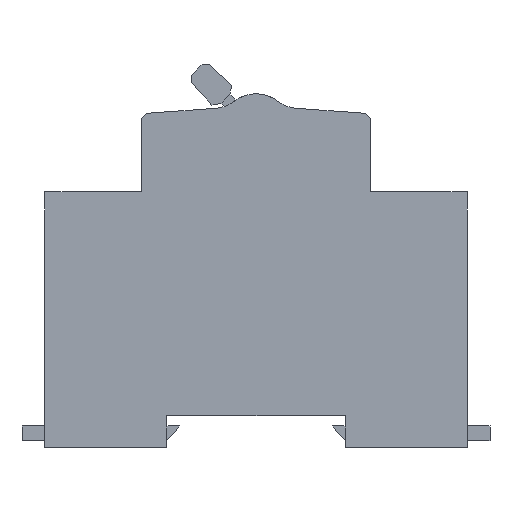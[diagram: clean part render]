
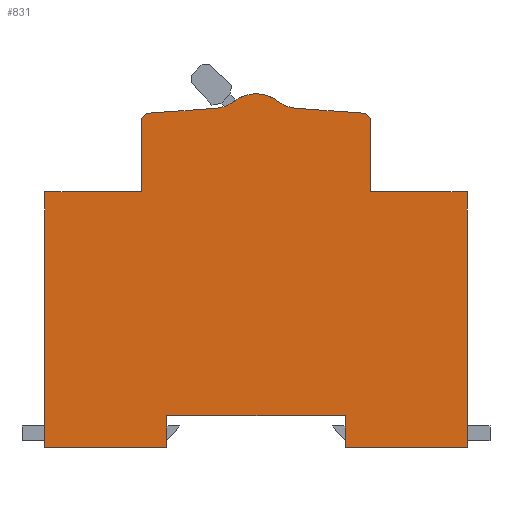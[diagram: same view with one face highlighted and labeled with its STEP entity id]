
A CAD part, left-side view. The second image highlights one B-rep face of the part: STEP entity #831.
In plain terms, the highlighted planar face has unit normal (-1, 0, 0).
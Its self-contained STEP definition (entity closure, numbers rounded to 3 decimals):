
#690 = VERTEX_POINT('',#691);
#691 = CARTESIAN_POINT('',(-27.,-41.5,50.2));
#699 = VERTEX_POINT('',#700);
#700 = CARTESIAN_POINT('',(-27.,-22.5,50.2));
#706 = EDGE_CURVE('',#690,#699,#707,.T.);
#707 = LINE('',#708,#709);
#708 = CARTESIAN_POINT('',(-27.,-41.5,50.2));
#709 = VECTOR('',#710,1.);
#710 = DIRECTION('',(0.,1.,0.));
#831 = ADVANCED_FACE('',(#832),#974,.F.);
#832 = FACE_BOUND('',#833,.T.);
#833 = EDGE_LOOP('',(#834,#835,#843,#852,#860,#869,#878,#887,#895,#904,
    #912,#920,#928,#936,#944,#952,#960,#968));
#834 = ORIENTED_EDGE('',*,*,#706,.T.);
#835 = ORIENTED_EDGE('',*,*,#836,.T.);
#836 = EDGE_CURVE('',#699,#837,#839,.T.);
#837 = VERTEX_POINT('',#838);
#838 = CARTESIAN_POINT('',(-27.,-22.5,64.2));
#839 = LINE('',#840,#841);
#840 = CARTESIAN_POINT('',(-27.,-22.5,50.2));
#841 = VECTOR('',#842,1.);
#842 = DIRECTION('',(0.,0.,1.));
#843 = ORIENTED_EDGE('',*,*,#844,.F.);
#844 = EDGE_CURVE('',#845,#837,#847,.T.);
#845 = VERTEX_POINT('',#846);
#846 = CARTESIAN_POINT('',(-27.,-21.108,65.696));
#847 = CIRCLE('',#848,1.5);
#848 = AXIS2_PLACEMENT_3D('',#849,#850,#851);
#849 = CARTESIAN_POINT('',(-27.,-21.,64.2));
#850 = DIRECTION('',(1.,0.,0.));
#851 = DIRECTION('',(0.,1.,0.));
#852 = ORIENTED_EDGE('',*,*,#853,.T.);
#853 = EDGE_CURVE('',#845,#854,#856,.T.);
#854 = VERTEX_POINT('',#855);
#855 = CARTESIAN_POINT('',(-27.,-7.996,66.642));
#856 = LINE('',#857,#858);
#857 = CARTESIAN_POINT('',(-27.,-21.108,65.696));
#858 = VECTOR('',#859,1.);
#859 = DIRECTION('',(0.,0.997,0.072));
#860 = ORIENTED_EDGE('',*,*,#861,.T.);
#861 = EDGE_CURVE('',#854,#862,#864,.T.);
#862 = VERTEX_POINT('',#863);
#863 = CARTESIAN_POINT('',(-27.,-4.25,68.062));
#864 = CIRCLE('',#865,7.);
#865 = AXIS2_PLACEMENT_3D('',#866,#867,#868);
#866 = CARTESIAN_POINT('',(-27.,-8.5,73.624));
#867 = DIRECTION('',(1.,0.,0.));
#868 = DIRECTION('',(0.,1.,0.));
#869 = ORIENTED_EDGE('',*,*,#870,.F.);
#870 = EDGE_CURVE('',#871,#862,#873,.T.);
#871 = VERTEX_POINT('',#872);
#872 = CARTESIAN_POINT('',(-27.,4.25,68.062));
#873 = CIRCLE('',#874,7.);
#874 = AXIS2_PLACEMENT_3D('',#875,#876,#877);
#875 = CARTESIAN_POINT('',(-27.,0.,62.5));
#876 = DIRECTION('',(1.,0.,0.));
#877 = DIRECTION('',(0.,1.,0.));
#878 = ORIENTED_EDGE('',*,*,#879,.T.);
#879 = EDGE_CURVE('',#871,#880,#882,.T.);
#880 = VERTEX_POINT('',#881);
#881 = CARTESIAN_POINT('',(-27.,7.996,66.642));
#882 = CIRCLE('',#883,7.);
#883 = AXIS2_PLACEMENT_3D('',#884,#885,#886);
#884 = CARTESIAN_POINT('',(-27.,8.5,73.624));
#885 = DIRECTION('',(1.,0.,0.));
#886 = DIRECTION('',(0.,1.,0.));
#887 = ORIENTED_EDGE('',*,*,#888,.T.);
#888 = EDGE_CURVE('',#880,#889,#891,.T.);
#889 = VERTEX_POINT('',#890);
#890 = CARTESIAN_POINT('',(-27.,21.108,65.696));
#891 = LINE('',#892,#893);
#892 = CARTESIAN_POINT('',(-27.,7.996,66.642));
#893 = VECTOR('',#894,1.);
#894 = DIRECTION('',(0.,0.997,-0.072));
#895 = ORIENTED_EDGE('',*,*,#896,.F.);
#896 = EDGE_CURVE('',#897,#889,#899,.T.);
#897 = VERTEX_POINT('',#898);
#898 = CARTESIAN_POINT('',(-27.,22.5,64.2));
#899 = CIRCLE('',#900,1.5);
#900 = AXIS2_PLACEMENT_3D('',#901,#902,#903);
#901 = CARTESIAN_POINT('',(-27.,21.,64.2));
#902 = DIRECTION('',(1.,0.,0.));
#903 = DIRECTION('',(0.,1.,0.));
#904 = ORIENTED_EDGE('',*,*,#905,.T.);
#905 = EDGE_CURVE('',#897,#906,#908,.T.);
#906 = VERTEX_POINT('',#907);
#907 = CARTESIAN_POINT('',(-27.,22.5,50.2));
#908 = LINE('',#909,#910);
#909 = CARTESIAN_POINT('',(-27.,22.5,64.2));
#910 = VECTOR('',#911,1.);
#911 = DIRECTION('',(0.,0.,-1.));
#912 = ORIENTED_EDGE('',*,*,#913,.T.);
#913 = EDGE_CURVE('',#906,#914,#916,.T.);
#914 = VERTEX_POINT('',#915);
#915 = CARTESIAN_POINT('',(-27.,41.5,50.2));
#916 = LINE('',#917,#918);
#917 = CARTESIAN_POINT('',(-27.,22.5,50.2));
#918 = VECTOR('',#919,1.);
#919 = DIRECTION('',(0.,1.,0.));
#920 = ORIENTED_EDGE('',*,*,#921,.T.);
#921 = EDGE_CURVE('',#914,#922,#924,.T.);
#922 = VERTEX_POINT('',#923);
#923 = CARTESIAN_POINT('',(-27.,41.5,0.));
#924 = LINE('',#925,#926);
#925 = CARTESIAN_POINT('',(-27.,41.5,50.2));
#926 = VECTOR('',#927,1.);
#927 = DIRECTION('',(0.,0.,-1.));
#928 = ORIENTED_EDGE('',*,*,#929,.T.);
#929 = EDGE_CURVE('',#922,#930,#932,.T.);
#930 = VERTEX_POINT('',#931);
#931 = CARTESIAN_POINT('',(-27.,17.5,0.));
#932 = LINE('',#933,#934);
#933 = CARTESIAN_POINT('',(-27.,41.5,0.));
#934 = VECTOR('',#935,1.);
#935 = DIRECTION('',(0.,-1.,0.));
#936 = ORIENTED_EDGE('',*,*,#937,.T.);
#937 = EDGE_CURVE('',#930,#938,#940,.T.);
#938 = VERTEX_POINT('',#939);
#939 = CARTESIAN_POINT('',(-27.,17.5,6.2));
#940 = LINE('',#941,#942);
#941 = CARTESIAN_POINT('',(-27.,17.5,0.));
#942 = VECTOR('',#943,1.);
#943 = DIRECTION('',(0.,0.,1.));
#944 = ORIENTED_EDGE('',*,*,#945,.T.);
#945 = EDGE_CURVE('',#938,#946,#948,.T.);
#946 = VERTEX_POINT('',#947);
#947 = CARTESIAN_POINT('',(-27.,-17.5,6.2));
#948 = LINE('',#949,#950);
#949 = CARTESIAN_POINT('',(-27.,17.5,6.2));
#950 = VECTOR('',#951,1.);
#951 = DIRECTION('',(0.,-1.,0.));
#952 = ORIENTED_EDGE('',*,*,#953,.T.);
#953 = EDGE_CURVE('',#946,#954,#956,.T.);
#954 = VERTEX_POINT('',#955);
#955 = CARTESIAN_POINT('',(-27.,-17.5,0.));
#956 = LINE('',#957,#958);
#957 = CARTESIAN_POINT('',(-27.,-17.5,6.2));
#958 = VECTOR('',#959,1.);
#959 = DIRECTION('',(0.,0.,-1.));
#960 = ORIENTED_EDGE('',*,*,#961,.T.);
#961 = EDGE_CURVE('',#954,#962,#964,.T.);
#962 = VERTEX_POINT('',#963);
#963 = CARTESIAN_POINT('',(-27.,-41.5,0.));
#964 = LINE('',#965,#966);
#965 = CARTESIAN_POINT('',(-27.,-17.5,0.));
#966 = VECTOR('',#967,1.);
#967 = DIRECTION('',(0.,-1.,0.));
#968 = ORIENTED_EDGE('',*,*,#969,.T.);
#969 = EDGE_CURVE('',#962,#690,#970,.T.);
#970 = LINE('',#971,#972);
#971 = CARTESIAN_POINT('',(-27.,-41.5,0.));
#972 = VECTOR('',#973,1.);
#973 = DIRECTION('',(0.,0.,1.));
#974 = PLANE('',#975);
#975 = AXIS2_PLACEMENT_3D('',#976,#977,#978);
#976 = CARTESIAN_POINT('',(-27.,0.,30.621));
#977 = DIRECTION('',(1.,0.,0.));
#978 = DIRECTION('',(0.,0.,1.));
